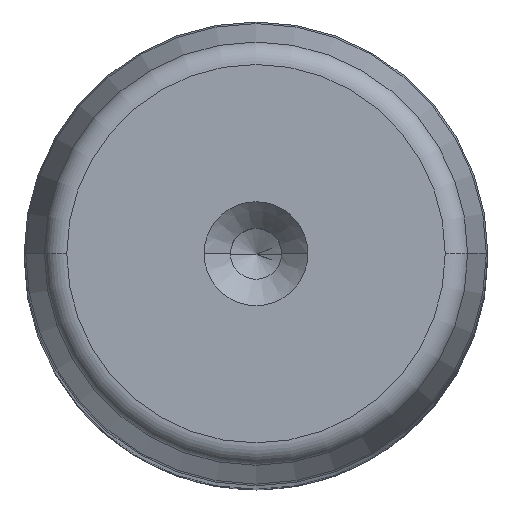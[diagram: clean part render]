
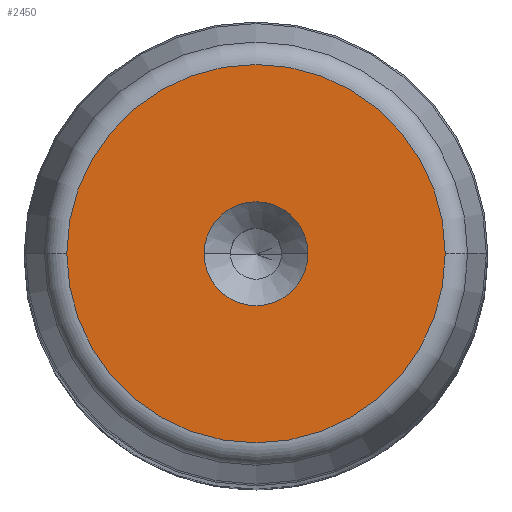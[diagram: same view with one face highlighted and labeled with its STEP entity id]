
A CAD part, top view. The second image highlights one B-rep face of the part: STEP entity #2450.
In plain terms, the highlighted planar face has unit normal (0, 0, 1).
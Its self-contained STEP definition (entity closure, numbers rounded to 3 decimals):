
#87 = DIRECTION ( 'NONE',  ( 0., 0., 1. ) ) ;
#91 = ORIENTED_EDGE ( 'NONE', *, *, #882, .F. ) ;
#127 = CARTESIAN_POINT ( 'NONE',  ( -20.402, 0., 280. ) ) ;
#278 = EDGE_LOOP ( 'NONE', ( #2872, #91 ) ) ;
#424 = PLANE ( 'NONE',  #2846 ) ;
#449 = CARTESIAN_POINT ( 'NONE',  ( 0., 0., 280. ) ) ;
#585 = CARTESIAN_POINT ( 'NONE',  ( 0., 0., 280. ) ) ;
#601 = EDGE_CURVE ( 'NONE', #1057, #1094, #2475, .T. ) ;
#882 = EDGE_CURVE ( 'NONE', #1094, #1057, #2702, .T. ) ;
#895 = EDGE_LOOP ( 'NONE', ( #2758, #2626 ) ) ;
#923 = CARTESIAN_POINT ( 'NONE',  ( 5.6, 0., 280. ) ) ;
#1057 = VERTEX_POINT ( 'NONE', #923 ) ;
#1071 = DIRECTION ( 'NONE',  ( 0., 0., 1. ) ) ;
#1094 = VERTEX_POINT ( 'NONE', #1806 ) ;
#1120 = CARTESIAN_POINT ( 'NONE',  ( 0., 0., 280. ) ) ;
#1135 = DIRECTION ( 'NONE',  ( 1., 0., 0. ) ) ;
#1290 = DIRECTION ( 'NONE',  ( 1., 0., 0. ) ) ;
#1426 = CARTESIAN_POINT ( 'NONE',  ( 0., 0., 280. ) ) ;
#1541 = CARTESIAN_POINT ( 'NONE',  ( 0., 0., 280. ) ) ;
#1571 = AXIS2_PLACEMENT_3D ( 'NONE', #1426, #2395, #1892 ) ;
#1572 = FACE_OUTER_BOUND ( 'NONE', #895, .T. ) ;
#1601 = CIRCLE ( 'NONE', #2617, 20.402 ) ;
#1603 = VERTEX_POINT ( 'NONE', #127 ) ;
#1644 = EDGE_CURVE ( 'NONE', #2083, #1603, #1601, .T. ) ;
#1700 = CARTESIAN_POINT ( 'NONE',  ( 20.402, 0., 280. ) ) ;
#1776 = AXIS2_PLACEMENT_3D ( 'NONE', #1541, #87, #2529 ) ;
#1806 = CARTESIAN_POINT ( 'NONE',  ( -5.6, 0., 280. ) ) ;
#1813 = EDGE_CURVE ( 'NONE', #1603, #2083, #1871, .T. ) ;
#1871 = CIRCLE ( 'NONE', #1571, 20.402 ) ;
#1892 = DIRECTION ( 'NONE',  ( 1., 0., 0. ) ) ;
#1906 = DIRECTION ( 'NONE',  ( 0., 0., 1. ) ) ;
#2083 = VERTEX_POINT ( 'NONE', #1700 ) ;
#2395 = DIRECTION ( 'NONE',  ( 0., 0., 1. ) ) ;
#2450 = ADVANCED_FACE ( 'NONE', ( #1572, #2537 ), #424, .T. ) ;
#2475 = CIRCLE ( 'NONE', #3151, 5.6 ) ;
#2529 = DIRECTION ( 'NONE',  ( 1., 0., 0. ) ) ;
#2537 = FACE_BOUND ( 'NONE', #278, .T. ) ;
#2617 = AXIS2_PLACEMENT_3D ( 'NONE', #1120, #2850, #1135 ) ;
#2626 = ORIENTED_EDGE ( 'NONE', *, *, #1813, .T. ) ;
#2702 = CIRCLE ( 'NONE', #1776, 5.6 ) ;
#2758 = ORIENTED_EDGE ( 'NONE', *, *, #1644, .T. ) ;
#2846 = AXIS2_PLACEMENT_3D ( 'NONE', #449, #1906, #2902 ) ;
#2850 = DIRECTION ( 'NONE',  ( 0., 0., 1. ) ) ;
#2872 = ORIENTED_EDGE ( 'NONE', *, *, #601, .F. ) ;
#2902 = DIRECTION ( 'NONE',  ( 1., 0., 0. ) ) ;
#3151 = AXIS2_PLACEMENT_3D ( 'NONE', #585, #1071, #1290 ) ;
